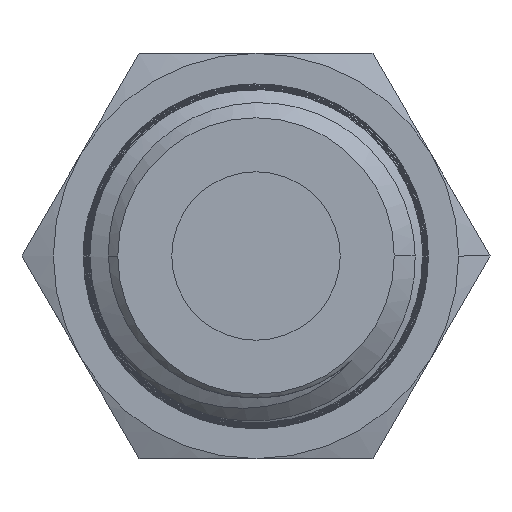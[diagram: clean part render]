
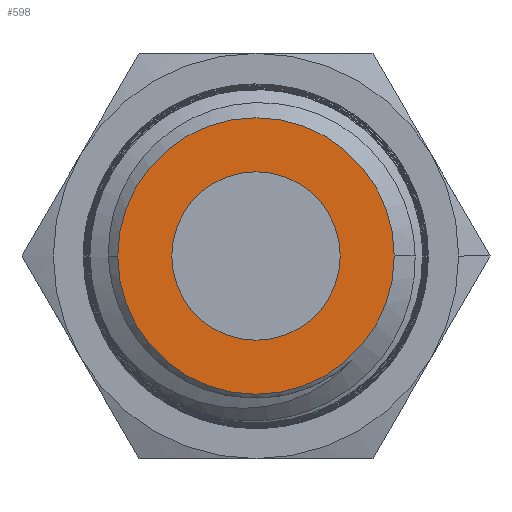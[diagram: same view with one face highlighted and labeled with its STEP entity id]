
A CAD part, left-side view. The second image highlights one B-rep face of the part: STEP entity #598.
In plain terms, the highlighted planar face has unit normal (-1, 0, 0).
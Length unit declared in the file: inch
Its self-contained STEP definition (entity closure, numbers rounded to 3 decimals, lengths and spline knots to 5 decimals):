
#28 = EDGE_CURVE ( 'NONE', #1383, #4314, #3005, .T. ) ;
#178 = DIRECTION ( 'NONE',  ( 0., -1., 0. ) ) ;
#221 = CARTESIAN_POINT ( 'NONE',  ( -0.57813, 0.12986, 0. ) ) ;
#270 = PLANE ( 'NONE',  #1378 ) ;
#350 = EDGE_CURVE ( 'NONE', #4314, #1383, #751, .T. ) ;
#400 = CIRCLE ( 'NONE', #4650, 0.12986 ) ;
#451 = CARTESIAN_POINT ( 'NONE',  ( -0.57813, 0.21319, 0. ) ) ;
#592 = VERTEX_POINT ( 'NONE', #221 ) ;
#594 = DIRECTION ( 'NONE',  ( 0., -1., 0. ) ) ;
#598 = ADVANCED_FACE ( 'NONE', ( #3837, #3482 ), #270, .T. ) ;
#652 = ORIENTED_EDGE ( 'NONE', *, *, #350, .T. ) ;
#726 = EDGE_CURVE ( 'NONE', #592, #4515, #400, .T. ) ;
#729 = CARTESIAN_POINT ( 'NONE',  ( -0.57813, -0.21319, 0. ) ) ;
#751 = CIRCLE ( 'NONE', #900, 0.21319 ) ;
#900 = AXIS2_PLACEMENT_3D ( 'NONE', #924, #2455, #594 ) ;
#924 = CARTESIAN_POINT ( 'NONE',  ( -0.57813, 0., 0. ) ) ;
#935 = DIRECTION ( 'NONE',  ( 0., -1., 0. ) ) ;
#961 = EDGE_CURVE ( 'NONE', #4515, #592, #4401, .T. ) ;
#1138 = CARTESIAN_POINT ( 'NONE',  ( -0.57813, -0.12986, 0. ) ) ;
#1226 = AXIS2_PLACEMENT_3D ( 'NONE', #4623, #3166, #178 ) ;
#1325 = CARTESIAN_POINT ( 'NONE',  ( -0.57813, 0., 0. ) ) ;
#1340 = DIRECTION ( 'NONE',  ( -1., 0., 0. ) ) ;
#1378 = AXIS2_PLACEMENT_3D ( 'NONE', #2477, #1340, #2801 ) ;
#1383 = VERTEX_POINT ( 'NONE', #729 ) ;
#1415 = ORIENTED_EDGE ( 'NONE', *, *, #726, .F. ) ;
#1448 = ORIENTED_EDGE ( 'NONE', *, *, #28, .T. ) ;
#2455 = DIRECTION ( 'NONE',  ( -1., 0., 0. ) ) ;
#2477 = CARTESIAN_POINT ( 'NONE',  ( -0.57813, 0., 0. ) ) ;
#2646 = EDGE_LOOP ( 'NONE', ( #1448, #652 ) ) ;
#2801 = DIRECTION ( 'NONE',  ( 0., -1., 0. ) ) ;
#3005 = CIRCLE ( 'NONE', #1226, 0.21319 ) ;
#3088 = EDGE_LOOP ( 'NONE', ( #3199, #1415 ) ) ;
#3129 = CARTESIAN_POINT ( 'NONE',  ( -0.57813, 0., 0. ) ) ;
#3148 = DIRECTION ( 'NONE',  ( -1., 0., 0. ) ) ;
#3166 = DIRECTION ( 'NONE',  ( -1., 0., 0. ) ) ;
#3199 = ORIENTED_EDGE ( 'NONE', *, *, #961, .F. ) ;
#3308 = AXIS2_PLACEMENT_3D ( 'NONE', #3129, #3148, #935 ) ;
#3482 = FACE_OUTER_BOUND ( 'NONE', #2646, .T. ) ;
#3837 = FACE_BOUND ( 'NONE', #3088, .T. ) ;
#3883 = DIRECTION ( 'NONE',  ( 0., -1., 0. ) ) ;
#3932 = DIRECTION ( 'NONE',  ( -1., 0., 0. ) ) ;
#4314 = VERTEX_POINT ( 'NONE', #451 ) ;
#4401 = CIRCLE ( 'NONE', #3308, 0.12986 ) ;
#4515 = VERTEX_POINT ( 'NONE', #1138 ) ;
#4623 = CARTESIAN_POINT ( 'NONE',  ( -0.57813, 0., 0. ) ) ;
#4650 = AXIS2_PLACEMENT_3D ( 'NONE', #1325, #3932, #3883 ) ;
